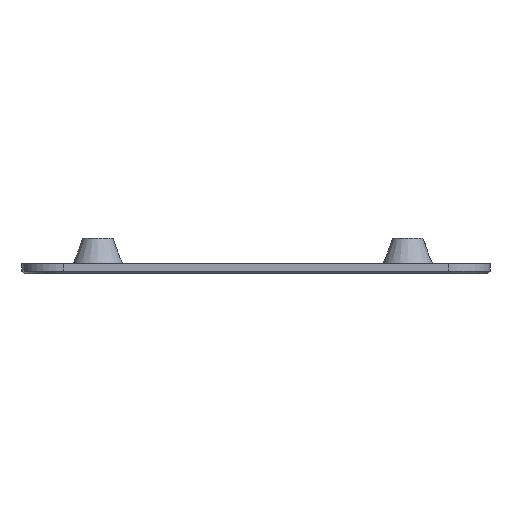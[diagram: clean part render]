
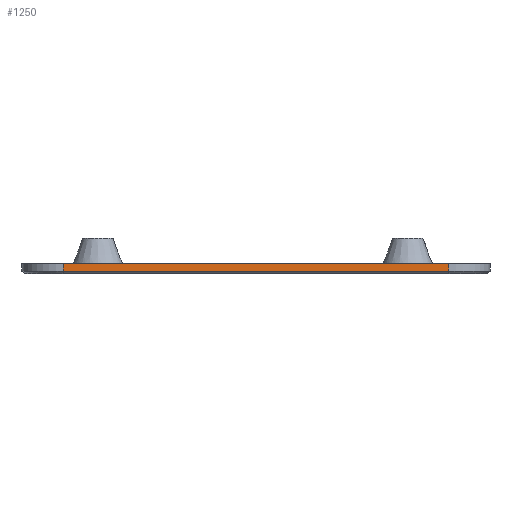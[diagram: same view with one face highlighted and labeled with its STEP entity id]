
A CAD part, front view. The second image highlights one B-rep face of the part: STEP entity #1250.
In plain terms, the highlighted planar face has unit normal (0, -1, 0).
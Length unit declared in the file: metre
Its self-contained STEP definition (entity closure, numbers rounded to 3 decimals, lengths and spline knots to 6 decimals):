
#79=LINE('',#1963,#164);
#104=LINE('',#2076,#189);
#105=LINE('',#2078,#190);
#106=LINE('',#2080,#191);
#164=VECTOR('',#1547,1.);
#189=VECTOR('',#1642,1.);
#190=VECTOR('',#1643,1.);
#191=VECTOR('',#1644,1.);
#324=ORIENTED_EDGE('',*,*,#654,.T.);
#325=ORIENTED_EDGE('',*,*,#655,.T.);
#326=ORIENTED_EDGE('',*,*,#656,.T.);
#327=ORIENTED_EDGE('',*,*,#598,.T.);
#598=EDGE_CURVE('',#765,#764,#79,.T.);
#654=EDGE_CURVE('',#764,#818,#104,.T.);
#655=EDGE_CURVE('',#818,#819,#105,.T.);
#656=EDGE_CURVE('',#819,#765,#106,.F.);
#764=VERTEX_POINT('',#1962);
#765=VERTEX_POINT('',#1964);
#818=VERTEX_POINT('',#2077);
#819=VERTEX_POINT('',#2079);
#967=EDGE_LOOP('',(#324,#325,#326,#327));
#1106=FACE_BOUND('',#967,.T.);
#1220=PLANE('',#1393);
#1250=ADVANCED_FACE('',(#1106),#1220,.T.);
#1393=AXIS2_PLACEMENT_3D('',#2075,#1640,#1641);
#1547=DIRECTION('',(-1.,0.,0.));
#1640=DIRECTION('',(0.,-1.,0.));
#1641=DIRECTION('',(1.,0.,0.));
#1642=DIRECTION('',(0.,0.,-1.));
#1643=DIRECTION('',(1.,0.,0.));
#1644=DIRECTION('',(0.,0.,-1.));
#1962=CARTESIAN_POINT('',(-0.0101,0.023921,0.002935));
#1963=CARTESIAN_POINT('',(0.0204,0.023921,0.002935));
#1964=CARTESIAN_POINT('',(0.0509,0.023921,0.002935));
#2075=CARTESIAN_POINT('',(0.0204,0.023921,0.002935));
#2076=CARTESIAN_POINT('',(-0.0101,0.023921,0.002935));
#2077=CARTESIAN_POINT('',(-0.0101,0.023921,0.001735));
#2078=CARTESIAN_POINT('',(0.0509,0.023921,0.001735));
#2079=CARTESIAN_POINT('',(0.0509,0.023921,0.001735));
#2080=CARTESIAN_POINT('',(0.0509,0.023921,0.002935));
